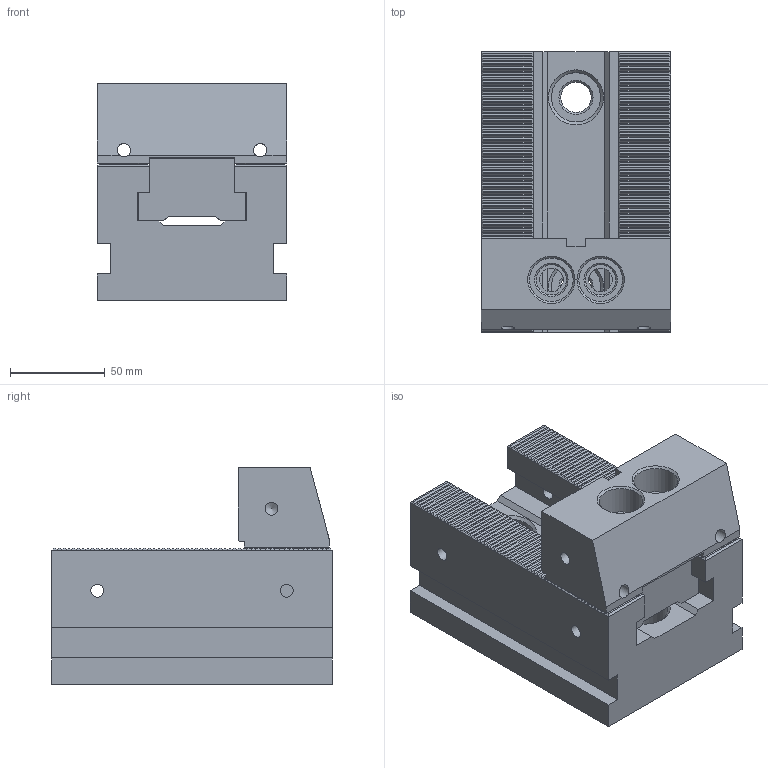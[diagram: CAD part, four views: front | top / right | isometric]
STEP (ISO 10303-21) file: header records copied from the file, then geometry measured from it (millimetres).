
FILE_DESCRIPTION( ( 'Unknown' ), '1' );
FILE_NAME( 'SVF-C-10015-100-A.stp', 'Unknown', ( 'Unknown' ), ( 'Unknown' ), 'PSStep 17.0.49', 'Unknown', ' ' );
FILE_SCHEMA( ( 'AUTOMOTIVE_DESIGN { 1 0 10303 214 1 1 1 1 }' ) );
Length unit declared in the file: millimetre
Products named in the file (5): SVF-AB03-100; 1-SVF-AB03-100-1; 1-SVF-AB03-100-2; Assem1; SVF-AB01-10015-100
Assembly tree (4 placements, depth 3):
  Assem1
    SVF-AB01-10015-100
    SVF-AB03-100
      1-SVF-AB03-100-1
      1-SVF-AB03-100-2
Bounding box: 100 x 148 x 114.6 mm (x, y, z)
Volume: 939527.2 mm3; surface area: 127517.8 mm2
Topology: 3 solids, 3 shells, 588 faces, 1743 edges, 1162 vertices
Faces by surface type: plane 542, cylinder 28, cone 18
Full cylindrical faces by diameter (mm): 5 x2, 6.8 x8, 7 x2, 11 x2, 12.5 x2, 16 x4, 23 x2, 26 x2
Entity records: 23719 total; most frequent: CARTESIAN_POINT 3403, ORIENTED_EDGE 3342, DIRECTION 2941, EDGE_CURVE 1671, LINE 1589, VECTOR 1589, VERTEX_POINT 1138, AXIS2_PLACEMENT_3D 676
